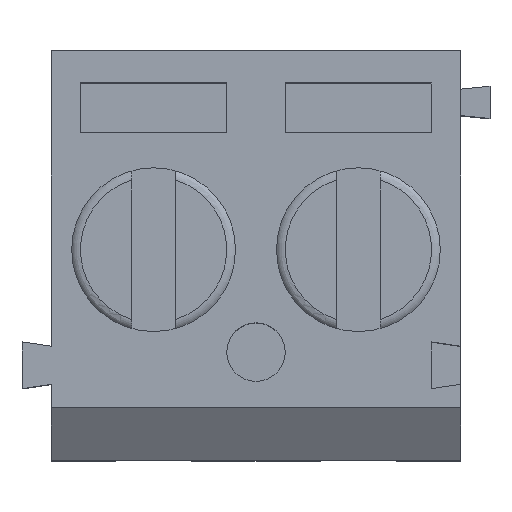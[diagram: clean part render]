
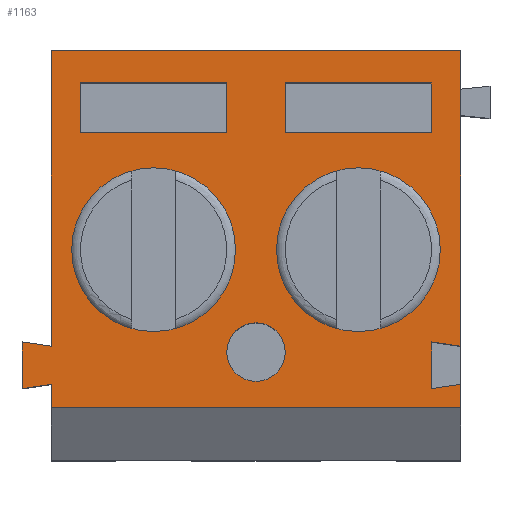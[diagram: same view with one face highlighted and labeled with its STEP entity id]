
A CAD part, top view. The second image highlights one B-rep face of the part: STEP entity #1163.
In plain terms, the highlighted planar face has unit normal (0, 0, 1).
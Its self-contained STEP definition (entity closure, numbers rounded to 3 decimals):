
#140 = EDGE_CURVE('',#141,#143,#145,.T.);
#141 = VERTEX_POINT('',#142);
#142 = CARTESIAN_POINT('',(-1.75,-1.3,4.2));
#143 = VERTEX_POINT('',#144);
#144 = CARTESIAN_POINT('',(-1.75,1.5,4.2));
#145 = CIRCLE('',#146,1.4);
#146 = AXIS2_PLACEMENT_3D('',#147,#148,#149);
#147 = CARTESIAN_POINT('',(-1.75,0.1,4.2));
#148 = DIRECTION('',(0.,0.,-1.));
#149 = DIRECTION('',(1.,0.,0.));
#224 = EDGE_CURVE('',#225,#227,#229,.T.);
#225 = VERTEX_POINT('',#226);
#226 = CARTESIAN_POINT('',(-0.,-2.15,4.2));
#227 = VERTEX_POINT('',#228);
#228 = CARTESIAN_POINT('',(-0.5,-1.65,4.2));
#229 = CIRCLE('',#230,0.5);
#230 = AXIS2_PLACEMENT_3D('',#231,#232,#233);
#231 = CARTESIAN_POINT('',(0.,-1.65,4.2));
#232 = DIRECTION('',(-0.,0.,-1.));
#233 = DIRECTION('',(-1.,0.,0.));
#235 = EDGE_CURVE('',#227,#236,#238,.T.);
#236 = VERTEX_POINT('',#237);
#237 = CARTESIAN_POINT('',(0.,-1.15,4.2));
#238 = CIRCLE('',#239,0.5);
#239 = AXIS2_PLACEMENT_3D('',#240,#241,#242);
#240 = CARTESIAN_POINT('',(0.,-1.65,4.2));
#241 = DIRECTION('',(-0.,0.,-1.));
#242 = DIRECTION('',(-1.,0.,0.));
#284 = EDGE_CURVE('',#285,#287,#289,.T.);
#285 = VERTEX_POINT('',#286);
#286 = CARTESIAN_POINT('',(1.75,-1.3,4.2));
#287 = VERTEX_POINT('',#288);
#288 = CARTESIAN_POINT('',(1.75,1.5,4.2));
#289 = CIRCLE('',#290,1.4);
#290 = AXIS2_PLACEMENT_3D('',#291,#292,#293);
#291 = CARTESIAN_POINT('',(1.75,0.1,4.2));
#292 = DIRECTION('',(0.,0.,-1.));
#293 = DIRECTION('',(1.,0.,0.));
#634 = VERTEX_POINT('',#635);
#635 = CARTESIAN_POINT('',(-3.5,-2.6,4.2));
#641 = EDGE_CURVE('',#634,#642,#644,.T.);
#642 = VERTEX_POINT('',#643);
#643 = CARTESIAN_POINT('',(-3.5,-2.2,4.2));
#644 = LINE('',#645,#646);
#645 = CARTESIAN_POINT('',(-3.5,-3.5,4.2));
#646 = VECTOR('',#647,1.);
#647 = DIRECTION('',(0.,1.,0.));
#666 = VERTEX_POINT('',#667);
#667 = CARTESIAN_POINT('',(-3.5,-1.55,4.2));
#673 = EDGE_CURVE('',#666,#674,#676,.T.);
#674 = VERTEX_POINT('',#675);
#675 = CARTESIAN_POINT('',(-3.5,3.5,4.2));
#676 = LINE('',#677,#678);
#677 = CARTESIAN_POINT('',(-3.5,-3.5,4.2));
#678 = VECTOR('',#679,1.);
#679 = DIRECTION('',(0.,1.,0.));
#696 = EDGE_CURVE('',#697,#674,#699,.T.);
#697 = VERTEX_POINT('',#698);
#698 = CARTESIAN_POINT('',(3.5,3.5,4.2));
#699 = LINE('',#700,#701);
#700 = CARTESIAN_POINT('',(3.5,3.5,4.2));
#701 = VECTOR('',#702,1.);
#702 = DIRECTION('',(-1.,0.,0.));
#729 = VERTEX_POINT('',#730);
#730 = CARTESIAN_POINT('',(3.5,-2.6,4.2));
#736 = EDGE_CURVE('',#634,#729,#737,.T.);
#737 = LINE('',#738,#739);
#738 = CARTESIAN_POINT('',(3.5,-2.6,4.2));
#739 = VECTOR('',#740,1.);
#740 = DIRECTION('',(1.,0.,0.));
#831 = EDGE_CURVE('',#287,#832,#834,.T.);
#832 = VERTEX_POINT('',#833);
#833 = CARTESIAN_POINT('',(3.15,0.1,4.2));
#834 = CIRCLE('',#835,1.4);
#835 = AXIS2_PLACEMENT_3D('',#836,#837,#838);
#836 = CARTESIAN_POINT('',(1.75,0.1,4.2));
#837 = DIRECTION('',(0.,0.,-1.));
#838 = DIRECTION('',(1.,0.,0.));
#840 = EDGE_CURVE('',#832,#285,#841,.T.);
#841 = CIRCLE('',#842,1.4);
#842 = AXIS2_PLACEMENT_3D('',#843,#844,#845);
#843 = CARTESIAN_POINT('',(1.75,0.1,4.2));
#844 = DIRECTION('',(0.,0.,-1.));
#845 = DIRECTION('',(1.,0.,0.));
#1099 = EDGE_CURVE('',#1100,#697,#1102,.T.);
#1100 = VERTEX_POINT('',#1101);
#1101 = CARTESIAN_POINT('',(3.5,-1.55,4.2));
#1102 = LINE('',#1103,#1104);
#1103 = CARTESIAN_POINT('',(3.5,-3.5,4.2));
#1104 = VECTOR('',#1105,1.);
#1105 = DIRECTION('',(0.,1.,0.));
#1124 = VERTEX_POINT('',#1125);
#1125 = CARTESIAN_POINT('',(3.5,-2.2,4.2));
#1131 = EDGE_CURVE('',#729,#1124,#1132,.T.);
#1132 = LINE('',#1133,#1134);
#1133 = CARTESIAN_POINT('',(3.5,-3.5,4.2));
#1134 = VECTOR('',#1135,1.);
#1135 = DIRECTION('',(0.,1.,0.));
#1163 = ADVANCED_FACE('',(#1164,#1216,#1250,#1269,#1280,#1285),#1319,.T.
  );
#1164 = FACE_BOUND('',#1165,.T.);
#1165 = EDGE_LOOP('',(#1166,#1176,#1182,#1183,#1184,#1185,#1193,#1201,
    #1207,#1208,#1209,#1210));
#1166 = ORIENTED_EDGE('',*,*,#1167,.T.);
#1167 = EDGE_CURVE('',#1168,#1170,#1172,.T.);
#1168 = VERTEX_POINT('',#1169);
#1169 = CARTESIAN_POINT('',(3.,-2.275,4.2));
#1170 = VERTEX_POINT('',#1171);
#1171 = CARTESIAN_POINT('',(3.,-1.475,4.2));
#1172 = LINE('',#1173,#1174);
#1173 = CARTESIAN_POINT('',(3.,-2.275,4.2));
#1174 = VECTOR('',#1175,1.);
#1175 = DIRECTION('',(0.,1.,0.));
#1176 = ORIENTED_EDGE('',*,*,#1177,.T.);
#1177 = EDGE_CURVE('',#1170,#1100,#1178,.T.);
#1178 = LINE('',#1179,#1180);
#1179 = CARTESIAN_POINT('',(3.,-1.475,4.2));
#1180 = VECTOR('',#1181,1.);
#1181 = DIRECTION('',(0.989,-0.148,0.));
#1182 = ORIENTED_EDGE('',*,*,#1099,.T.);
#1183 = ORIENTED_EDGE('',*,*,#696,.T.);
#1184 = ORIENTED_EDGE('',*,*,#673,.F.);
#1185 = ORIENTED_EDGE('',*,*,#1186,.F.);
#1186 = EDGE_CURVE('',#1187,#666,#1189,.T.);
#1187 = VERTEX_POINT('',#1188);
#1188 = CARTESIAN_POINT('',(-4.,-1.475,4.2));
#1189 = LINE('',#1190,#1191);
#1190 = CARTESIAN_POINT('',(-4.,-1.475,4.2));
#1191 = VECTOR('',#1192,1.);
#1192 = DIRECTION('',(0.989,-0.148,0.));
#1193 = ORIENTED_EDGE('',*,*,#1194,.F.);
#1194 = EDGE_CURVE('',#1195,#1187,#1197,.T.);
#1195 = VERTEX_POINT('',#1196);
#1196 = CARTESIAN_POINT('',(-4.,-2.275,4.2));
#1197 = LINE('',#1198,#1199);
#1198 = CARTESIAN_POINT('',(-4.,-2.275,4.2));
#1199 = VECTOR('',#1200,1.);
#1200 = DIRECTION('',(0.,1.,0.));
#1201 = ORIENTED_EDGE('',*,*,#1202,.F.);
#1202 = EDGE_CURVE('',#642,#1195,#1203,.T.);
#1203 = LINE('',#1204,#1205);
#1204 = CARTESIAN_POINT('',(-3.5,-2.2,4.2));
#1205 = VECTOR('',#1206,1.);
#1206 = DIRECTION('',(-0.989,-0.148,0.));
#1207 = ORIENTED_EDGE('',*,*,#641,.F.);
#1208 = ORIENTED_EDGE('',*,*,#736,.T.);
#1209 = ORIENTED_EDGE('',*,*,#1131,.T.);
#1210 = ORIENTED_EDGE('',*,*,#1211,.T.);
#1211 = EDGE_CURVE('',#1124,#1168,#1212,.T.);
#1212 = LINE('',#1213,#1214);
#1213 = CARTESIAN_POINT('',(3.5,-2.2,4.2));
#1214 = VECTOR('',#1215,1.);
#1215 = DIRECTION('',(-0.989,-0.148,0.));
#1216 = FACE_BOUND('',#1217,.T.);
#1217 = EDGE_LOOP('',(#1218,#1228,#1236,#1244));
#1218 = ORIENTED_EDGE('',*,*,#1219,.T.);
#1219 = EDGE_CURVE('',#1220,#1222,#1224,.T.);
#1220 = VERTEX_POINT('',#1221);
#1221 = CARTESIAN_POINT('',(-3.,2.95,4.2));
#1222 = VERTEX_POINT('',#1223);
#1223 = CARTESIAN_POINT('',(-0.5,2.95,4.2));
#1224 = LINE('',#1225,#1226);
#1225 = CARTESIAN_POINT('',(-3.,2.95,4.2));
#1226 = VECTOR('',#1227,1.);
#1227 = DIRECTION('',(1.,0.,-0.));
#1228 = ORIENTED_EDGE('',*,*,#1229,.T.);
#1229 = EDGE_CURVE('',#1222,#1230,#1232,.T.);
#1230 = VERTEX_POINT('',#1231);
#1231 = CARTESIAN_POINT('',(-0.5,2.1,4.2));
#1232 = LINE('',#1233,#1234);
#1233 = CARTESIAN_POINT('',(-0.5,2.95,4.2));
#1234 = VECTOR('',#1235,1.);
#1235 = DIRECTION('',(0.,-1.,0.));
#1236 = ORIENTED_EDGE('',*,*,#1237,.T.);
#1237 = EDGE_CURVE('',#1230,#1238,#1240,.T.);
#1238 = VERTEX_POINT('',#1239);
#1239 = CARTESIAN_POINT('',(-3.,2.1,4.2));
#1240 = LINE('',#1241,#1242);
#1241 = CARTESIAN_POINT('',(-0.5,2.1,4.2));
#1242 = VECTOR('',#1243,1.);
#1243 = DIRECTION('',(-1.,0.,0.));
#1244 = ORIENTED_EDGE('',*,*,#1245,.T.);
#1245 = EDGE_CURVE('',#1238,#1220,#1246,.T.);
#1246 = LINE('',#1247,#1248);
#1247 = CARTESIAN_POINT('',(-3.,2.1,4.2));
#1248 = VECTOR('',#1249,1.);
#1249 = DIRECTION('',(0.,1.,0.));
#1250 = FACE_BOUND('',#1251,.T.);
#1251 = EDGE_LOOP('',(#1252,#1261,#1262));
#1252 = ORIENTED_EDGE('',*,*,#1253,.T.);
#1253 = EDGE_CURVE('',#1254,#141,#1256,.T.);
#1254 = VERTEX_POINT('',#1255);
#1255 = CARTESIAN_POINT('',(-0.35,0.1,4.2));
#1256 = CIRCLE('',#1257,1.4);
#1257 = AXIS2_PLACEMENT_3D('',#1258,#1259,#1260);
#1258 = CARTESIAN_POINT('',(-1.75,0.1,4.2));
#1259 = DIRECTION('',(0.,0.,-1.));
#1260 = DIRECTION('',(1.,0.,0.));
#1261 = ORIENTED_EDGE('',*,*,#140,.T.);
#1262 = ORIENTED_EDGE('',*,*,#1263,.T.);
#1263 = EDGE_CURVE('',#143,#1254,#1264,.T.);
#1264 = CIRCLE('',#1265,1.4);
#1265 = AXIS2_PLACEMENT_3D('',#1266,#1267,#1268);
#1266 = CARTESIAN_POINT('',(-1.75,0.1,4.2));
#1267 = DIRECTION('',(0.,0.,-1.));
#1268 = DIRECTION('',(1.,0.,0.));
#1269 = FACE_BOUND('',#1270,.T.);
#1270 = EDGE_LOOP('',(#1271,#1272,#1279));
#1271 = ORIENTED_EDGE('',*,*,#235,.T.);
#1272 = ORIENTED_EDGE('',*,*,#1273,.T.);
#1273 = EDGE_CURVE('',#236,#225,#1274,.T.);
#1274 = CIRCLE('',#1275,0.5);
#1275 = AXIS2_PLACEMENT_3D('',#1276,#1277,#1278);
#1276 = CARTESIAN_POINT('',(0.,-1.65,4.2));
#1277 = DIRECTION('',(-0.,0.,-1.));
#1278 = DIRECTION('',(-1.,0.,0.));
#1279 = ORIENTED_EDGE('',*,*,#224,.T.);
#1280 = FACE_BOUND('',#1281,.T.);
#1281 = EDGE_LOOP('',(#1282,#1283,#1284));
#1282 = ORIENTED_EDGE('',*,*,#840,.T.);
#1283 = ORIENTED_EDGE('',*,*,#284,.T.);
#1284 = ORIENTED_EDGE('',*,*,#831,.T.);
#1285 = FACE_BOUND('',#1286,.T.);
#1286 = EDGE_LOOP('',(#1287,#1297,#1305,#1313));
#1287 = ORIENTED_EDGE('',*,*,#1288,.T.);
#1288 = EDGE_CURVE('',#1289,#1291,#1293,.T.);
#1289 = VERTEX_POINT('',#1290);
#1290 = CARTESIAN_POINT('',(0.5,2.95,4.2));
#1291 = VERTEX_POINT('',#1292);
#1292 = CARTESIAN_POINT('',(3.,2.95,4.2));
#1293 = LINE('',#1294,#1295);
#1294 = CARTESIAN_POINT('',(0.5,2.95,4.2));
#1295 = VECTOR('',#1296,1.);
#1296 = DIRECTION('',(1.,0.,-0.));
#1297 = ORIENTED_EDGE('',*,*,#1298,.T.);
#1298 = EDGE_CURVE('',#1291,#1299,#1301,.T.);
#1299 = VERTEX_POINT('',#1300);
#1300 = CARTESIAN_POINT('',(3.,2.1,4.2));
#1301 = LINE('',#1302,#1303);
#1302 = CARTESIAN_POINT('',(3.,2.95,4.2));
#1303 = VECTOR('',#1304,1.);
#1304 = DIRECTION('',(0.,-1.,0.));
#1305 = ORIENTED_EDGE('',*,*,#1306,.T.);
#1306 = EDGE_CURVE('',#1299,#1307,#1309,.T.);
#1307 = VERTEX_POINT('',#1308);
#1308 = CARTESIAN_POINT('',(0.5,2.1,4.2));
#1309 = LINE('',#1310,#1311);
#1310 = CARTESIAN_POINT('',(3.,2.1,4.2));
#1311 = VECTOR('',#1312,1.);
#1312 = DIRECTION('',(-1.,0.,0.));
#1313 = ORIENTED_EDGE('',*,*,#1314,.T.);
#1314 = EDGE_CURVE('',#1307,#1289,#1315,.T.);
#1315 = LINE('',#1316,#1317);
#1316 = CARTESIAN_POINT('',(0.5,2.1,4.2));
#1317 = VECTOR('',#1318,1.);
#1318 = DIRECTION('',(0.,1.,0.));
#1319 = PLANE('',#1320);
#1320 = AXIS2_PLACEMENT_3D('',#1321,#1322,#1323);
#1321 = CARTESIAN_POINT('',(3.5,-3.5,4.2));
#1322 = DIRECTION('',(0.,0.,1.));
#1323 = DIRECTION('',(0.,-1.,0.));
